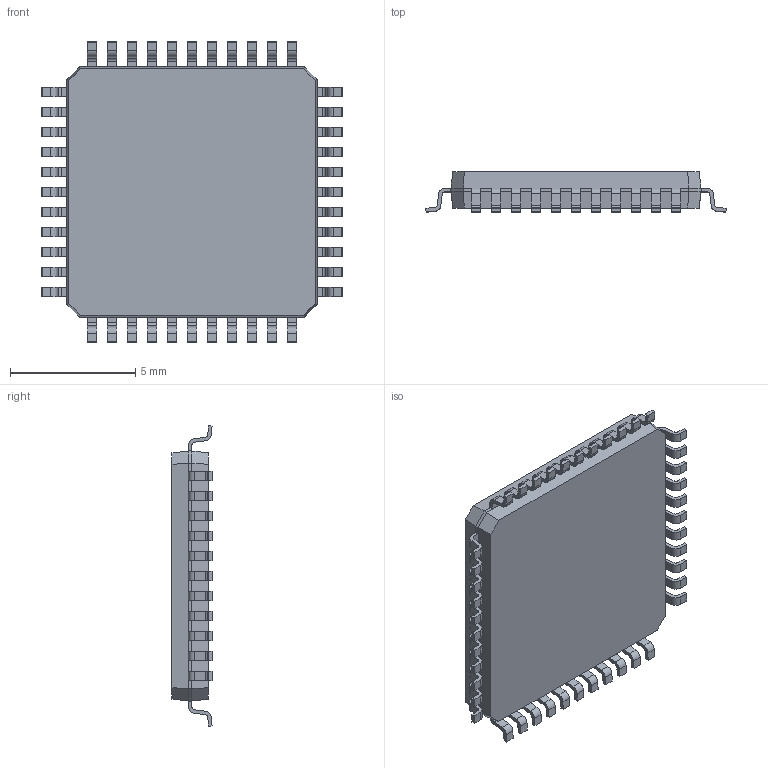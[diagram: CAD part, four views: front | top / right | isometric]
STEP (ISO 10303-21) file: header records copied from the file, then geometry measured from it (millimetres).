
FILE_DESCRIPTION (( 'STEP AP214' ), '1' );
FILE_NAME ('STM8S208S6T6C.STEP', '2020-03-20T13:56:14', ( '' ), ( '' ), 'SwSTEP 2.0', 'SolidWorks 2017', '' );
FILE_SCHEMA (( 'AUTOMOTIVE_DESIGN' ));
Length unit declared in the file: millimetre
Products named in the file (1): STM8S208S6T6C
Bounding box: 12 x 1.6 x 12 mm (x, y, z)
Volume: 146 mm3; surface area: 324.9 mm2
Topology: 45 solids, 45 shells, 642 faces, 1640 edges, 1088 vertices
Faces by surface type: plane 466, cylinder 176
Entity records: 19758 total; most frequent: CARTESIAN_POINT 3371, ORIENTED_EDGE 3280, DIRECTION 3278, EDGE_CURVE 1640, VECTOR 1288, LINE 1288, VERTEX_POINT 1088, AXIS2_PLACEMENT_3D 995
